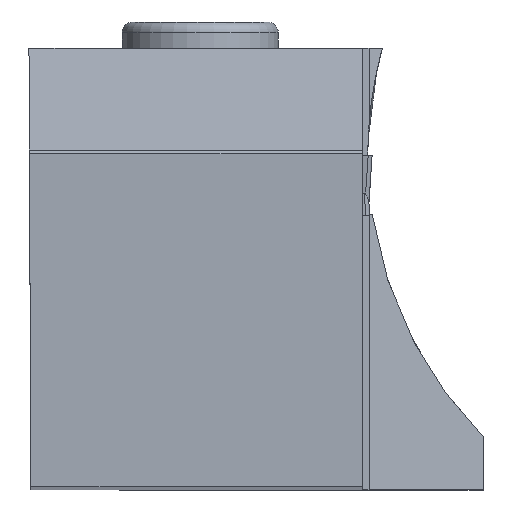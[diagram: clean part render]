
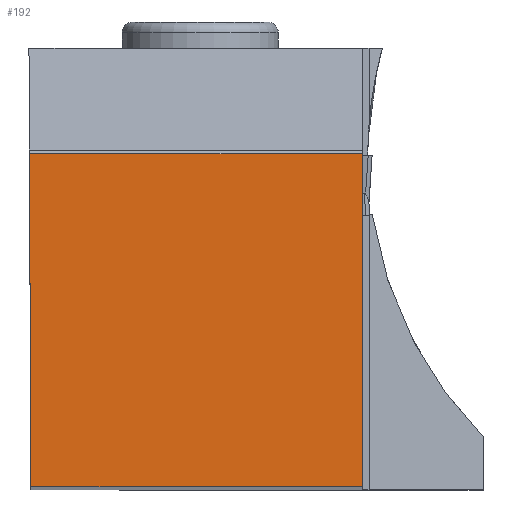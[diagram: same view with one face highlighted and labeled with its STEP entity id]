
A CAD part, top view. The second image highlights one B-rep face of the part: STEP entity #192.
In plain terms, the highlighted planar face has unit normal (0, 0, 1).
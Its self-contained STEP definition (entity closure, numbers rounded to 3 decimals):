
#192=ADVANCED_FACE('BLANK_BOXF006',(#305),#243,.F.);
#243=PLANE('',#1464);
#305=FACE_OUTER_BOUND('',#369,.T.);
#369=EDGE_LOOP('',(#667,#668,#669,#670));
#667=ORIENTED_EDGE('',*,*,#995,.T.);
#668=ORIENTED_EDGE('',*,*,#1034,.T.);
#669=ORIENTED_EDGE('',*,*,#1030,.T.);
#670=ORIENTED_EDGE('',*,*,#1025,.T.);
#848=VERTEX_POINT('',#2216);
#849=VERTEX_POINT('',#2218);
#867=VERTEX_POINT('',#2339);
#869=VERTEX_POINT('',#2349);
#995=EDGE_CURVE('',#849,#848,#1137,.T.);
#1025=EDGE_CURVE('',#867,#849,#1160,.T.);
#1030=EDGE_CURVE('',#869,#867,#1165,.T.);
#1034=EDGE_CURVE('',#848,#869,#1169,.T.);
#1137=LINE('',#2217,#1274);
#1160=LINE('',#2338,#1297);
#1165=LINE('',#2348,#1302);
#1169=LINE('',#2356,#1306);
#1274=VECTOR('',#1698,1.);
#1297=VECTOR('',#1739,1.);
#1302=VECTOR('',#1750,1.);
#1306=VECTOR('',#1756,1.);
#1464=AXIS2_PLACEMENT_3D('',#2357,#1757,#1758);
#1698=DIRECTION('',(0.,1.,0.));
#1739=DIRECTION('',(1.,0.,0.));
#1750=DIRECTION('',(0.004,-1.,0.));
#1756=DIRECTION('',(-1.,0.,0.));
#1757=DIRECTION('',(0.,0.,-1.));
#1758=DIRECTION('',(0.,-1.,0.));
#2216=CARTESIAN_POINT('',(25.273,25.273,0.));
#2217=CARTESIAN_POINT('',(25.273,-151.4,0.));
#2218=CARTESIAN_POINT('',(25.273,0.,0.));
#2338=CARTESIAN_POINT('',(-151.4,0.,0.));
#2339=CARTESIAN_POINT('',(0.11,0.,0.));
#2348=CARTESIAN_POINT('',(-0.55,151.399,0.));
#2349=CARTESIAN_POINT('',(0.,25.273,0.));
#2356=CARTESIAN_POINT('',(151.4,25.273,0.));
#2357=CARTESIAN_POINT('',(34.428,-5.,0.));
